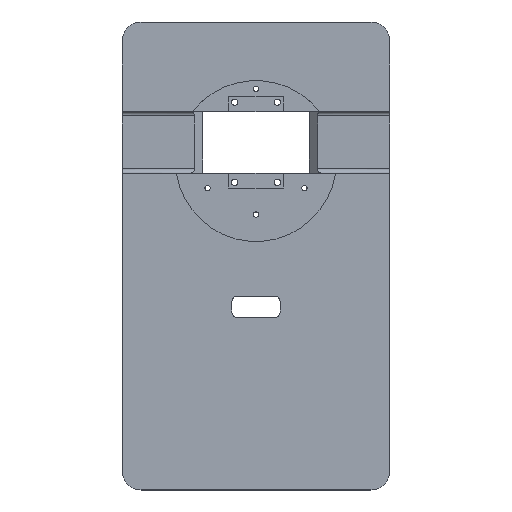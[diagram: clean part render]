
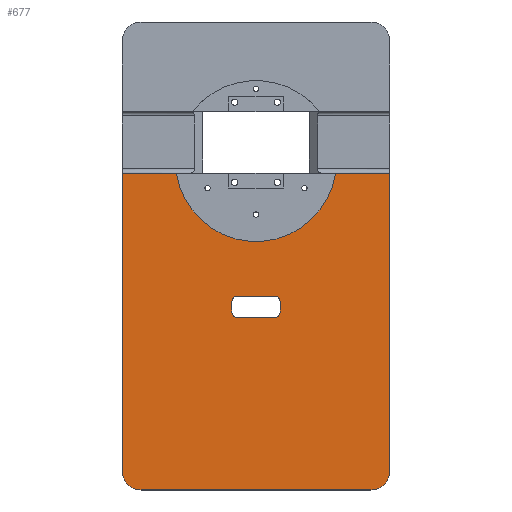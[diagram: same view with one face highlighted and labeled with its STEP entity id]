
A CAD part, top view. The second image highlights one B-rep face of the part: STEP entity #677.
In plain terms, the highlighted planar face has unit normal (0, 0, 1).
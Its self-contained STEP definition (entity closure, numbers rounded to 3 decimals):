
#533=CARTESIAN_POINT('',(-0.,85.,-36.5));
#534=DIRECTION('',(0.,-0.,-1.));
#535=DIRECTION('',(1.,0.,0.));
#536=AXIS2_PLACEMENT_3D('',#533,#534,#535);
#537=PLANE('',#536);
#538=CARTESIAN_POINT('',(9.,25.5,-36.5));
#539=VERTEX_POINT('',#538);
#540=CARTESIAN_POINT('',(9.,21.5,-36.5));
#541=VERTEX_POINT('',#540);
#542=CARTESIAN_POINT('',(9.,25.5,-36.5));
#543=DIRECTION('',(0.,-1.,0.));
#544=VECTOR('',#543,4.);
#545=LINE('',#542,#544);
#546=EDGE_CURVE('',#539,#541,#545,.T.);
#547=ORIENTED_EDGE('',*,*,#546,.T.);
#548=CARTESIAN_POINT('',(7.,19.5,-36.5));
#549=VERTEX_POINT('',#548);
#550=CARTESIAN_POINT('',(7.,21.5,-36.5));
#551=DIRECTION('',(0.,-0.,-1.));
#552=DIRECTION('',(1.,0.,0.));
#553=AXIS2_PLACEMENT_3D('',#550,#551,#552);
#554=CIRCLE('',#553,2.);
#555=EDGE_CURVE('',#541,#549,#554,.T.);
#556=ORIENTED_EDGE('',*,*,#555,.T.);
#557=CARTESIAN_POINT('',(-7.,19.5,-36.5));
#558=VERTEX_POINT('',#557);
#559=CARTESIAN_POINT('',(7.,19.5,-36.5));
#560=DIRECTION('',(-1.,-0.,-0.));
#561=VECTOR('',#560,14.);
#562=LINE('',#559,#561);
#563=EDGE_CURVE('',#549,#558,#562,.T.);
#564=ORIENTED_EDGE('',*,*,#563,.T.);
#565=CARTESIAN_POINT('',(-9.,21.5,-36.5));
#566=VERTEX_POINT('',#565);
#567=CARTESIAN_POINT('',(-7.,21.5,-36.5));
#568=DIRECTION('',(0.,-0.,-1.));
#569=DIRECTION('',(1.,0.,0.));
#570=AXIS2_PLACEMENT_3D('',#567,#568,#569);
#571=CIRCLE('',#570,2.);
#572=EDGE_CURVE('',#558,#566,#571,.T.);
#573=ORIENTED_EDGE('',*,*,#572,.T.);
#574=CARTESIAN_POINT('',(-9.,25.5,-36.5));
#575=VERTEX_POINT('',#574);
#576=CARTESIAN_POINT('',(-9.,21.5,-36.5));
#577=DIRECTION('',(0.,1.,-0.));
#578=VECTOR('',#577,4.);
#579=LINE('',#576,#578);
#580=EDGE_CURVE('',#566,#575,#579,.T.);
#581=ORIENTED_EDGE('',*,*,#580,.T.);
#582=CARTESIAN_POINT('',(-7.,27.5,-36.5));
#583=VERTEX_POINT('',#582);
#584=CARTESIAN_POINT('',(-7.,25.5,-36.5));
#585=DIRECTION('',(0.,-0.,-1.));
#586=DIRECTION('',(1.,0.,0.));
#587=AXIS2_PLACEMENT_3D('',#584,#585,#586);
#588=CIRCLE('',#587,2.);
#589=EDGE_CURVE('',#575,#583,#588,.T.);
#590=ORIENTED_EDGE('',*,*,#589,.T.);
#591=CARTESIAN_POINT('',(7.,27.5,-36.5));
#592=VERTEX_POINT('',#591);
#593=CARTESIAN_POINT('',(-7.,27.5,-36.5));
#594=DIRECTION('',(1.,0.,0.));
#595=VECTOR('',#594,14.);
#596=LINE('',#593,#595);
#597=EDGE_CURVE('',#583,#592,#596,.T.);
#598=ORIENTED_EDGE('',*,*,#597,.T.);
#599=CARTESIAN_POINT('',(7.,25.5,-36.5));
#600=DIRECTION('',(0.,-0.,-1.));
#601=DIRECTION('',(1.,0.,0.));
#602=AXIS2_PLACEMENT_3D('',#599,#600,#601);
#603=CIRCLE('',#602,2.);
#604=EDGE_CURVE('',#592,#539,#603,.T.);
#605=ORIENTED_EDGE('',*,*,#604,.T.);
#606=EDGE_LOOP('',(#547,#556,#564,#573,#581,#590,#598,#605));
#607=FACE_BOUND('',#606,.T.);
#608=CARTESIAN_POINT('',(-29.762,73.5,-36.5));
#609=VERTEX_POINT('',#608);
#610=CARTESIAN_POINT('',(29.762,73.5,-36.5));
#611=VERTEX_POINT('',#610);
#612=CARTESIAN_POINT('',(-0.,78.,-36.5));
#613=DIRECTION('',(-0.,0.,1.));
#614=DIRECTION('',(0.,1.,-0.));
#615=AXIS2_PLACEMENT_3D('',#612,#613,#614);
#616=CIRCLE('',#615,30.1);
#617=EDGE_CURVE('',#609,#611,#616,.T.);
#618=ORIENTED_EDGE('',*,*,#617,.F.);
#619=CARTESIAN_POINT('',(-50.,73.5,-36.5));
#620=VERTEX_POINT('',#619);
#621=CARTESIAN_POINT('',(-50.,73.5,-36.5));
#622=DIRECTION('',(1.,0.,0.));
#623=VECTOR('',#622,20.238);
#624=LINE('',#621,#623);
#625=EDGE_CURVE('',#620,#609,#624,.T.);
#626=ORIENTED_EDGE('',*,*,#625,.F.);
#627=CARTESIAN_POINT('',(-50.,-38.,-36.5));
#628=VERTEX_POINT('',#627);
#629=CARTESIAN_POINT('',(-50.,-38.,-36.5));
#630=DIRECTION('',(0.,1.,-0.));
#631=VECTOR('',#630,111.5);
#632=LINE('',#629,#631);
#633=EDGE_CURVE('',#628,#620,#632,.T.);
#634=ORIENTED_EDGE('',*,*,#633,.F.);
#635=CARTESIAN_POINT('',(-43.,-45.,-36.5));
#636=VERTEX_POINT('',#635);
#637=CARTESIAN_POINT('',(-43.,-38.,-36.5));
#638=DIRECTION('',(-0.,0.,1.));
#639=DIRECTION('',(1.,0.,0.));
#640=AXIS2_PLACEMENT_3D('',#637,#638,#639);
#641=CIRCLE('',#640,7.);
#642=EDGE_CURVE('',#628,#636,#641,.T.);
#643=ORIENTED_EDGE('',*,*,#642,.T.);
#644=CARTESIAN_POINT('',(43.,-45.,-36.5));
#645=VERTEX_POINT('',#644);
#646=CARTESIAN_POINT('',(43.,-45.,-36.5));
#647=DIRECTION('',(-1.,-0.,-0.));
#648=VECTOR('',#647,86.);
#649=LINE('',#646,#648);
#650=EDGE_CURVE('',#645,#636,#649,.T.);
#651=ORIENTED_EDGE('',*,*,#650,.F.);
#652=CARTESIAN_POINT('',(50.,-38.,-36.5));
#653=VERTEX_POINT('',#652);
#654=CARTESIAN_POINT('',(43.,-38.,-36.5));
#655=DIRECTION('',(-0.,0.,1.));
#656=DIRECTION('',(1.,0.,0.));
#657=AXIS2_PLACEMENT_3D('',#654,#655,#656);
#658=CIRCLE('',#657,7.);
#659=EDGE_CURVE('',#645,#653,#658,.T.);
#660=ORIENTED_EDGE('',*,*,#659,.T.);
#661=CARTESIAN_POINT('',(50.,73.5,-36.5));
#662=VERTEX_POINT('',#661);
#663=CARTESIAN_POINT('',(50.,73.5,-36.5));
#664=DIRECTION('',(-0.,-1.,0.));
#665=VECTOR('',#664,111.5);
#666=LINE('',#663,#665);
#667=EDGE_CURVE('',#662,#653,#666,.T.);
#668=ORIENTED_EDGE('',*,*,#667,.F.);
#669=CARTESIAN_POINT('',(29.762,73.5,-36.5));
#670=DIRECTION('',(1.,0.,0.));
#671=VECTOR('',#670,20.238);
#672=LINE('',#669,#671);
#673=EDGE_CURVE('',#611,#662,#672,.T.);
#674=ORIENTED_EDGE('',*,*,#673,.F.);
#675=EDGE_LOOP('',(#618,#626,#634,#643,#651,#660,#668,#674));
#676=FACE_BOUND('',#675,.T.);
#677=ADVANCED_FACE('',(#607,#676),#537,.F.);
